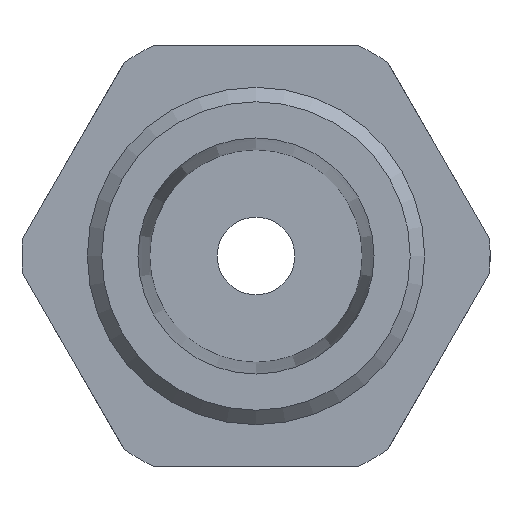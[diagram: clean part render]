
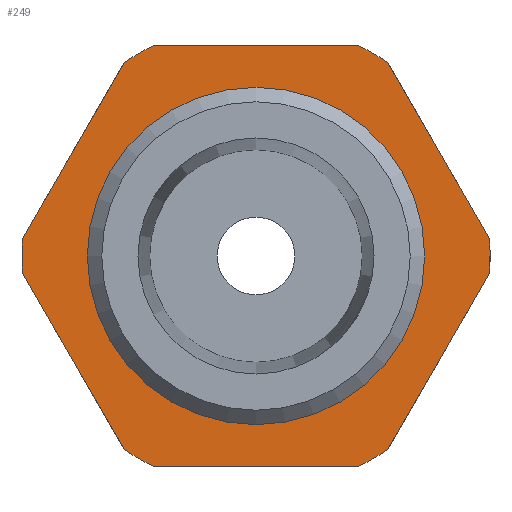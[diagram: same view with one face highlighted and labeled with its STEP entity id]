
A CAD part, left-side view. The second image highlights one B-rep face of the part: STEP entity #249.
In plain terms, the highlighted planar face has unit normal (-1, 0, 0).
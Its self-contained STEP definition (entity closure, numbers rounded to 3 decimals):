
#249 = ADVANCED_FACE( '', ( #533, #534 ), #535, .F. );
#533 = FACE_OUTER_BOUND( '', #824, .T. );
#534 = FACE_BOUND( '', #825, .T. );
#535 = PLANE( '', #826 );
#824 = EDGE_LOOP( '', ( #1451, #1452, #1453, #1454, #1455, #1456, #1457, #1458, #1459, #1460, #1461, #1462 ) );
#825 = EDGE_LOOP( '', ( #1463 ) );
#826 = AXIS2_PLACEMENT_3D( '', #1464, #1465, #1466 );
#1451 = ORIENTED_EDGE( '', *, *, #1761, .F. );
#1452 = ORIENTED_EDGE( '', *, *, #1755, .F. );
#1453 = ORIENTED_EDGE( '', *, *, #1609, .F. );
#1454 = ORIENTED_EDGE( '', *, *, #1656, .F. );
#1455 = ORIENTED_EDGE( '', *, *, #1723, .F. );
#1456 = ORIENTED_EDGE( '', *, *, #1773, .F. );
#1457 = ORIENTED_EDGE( '', *, *, #1790, .F. );
#1458 = ORIENTED_EDGE( '', *, *, #1569, .F. );
#1459 = ORIENTED_EDGE( '', *, *, #1741, .F. );
#1460 = ORIENTED_EDGE( '', *, *, #1652, .F. );
#1461 = ORIENTED_EDGE( '', *, *, #1791, .F. );
#1462 = ORIENTED_EDGE( '', *, *, #1661, .F. );
#1463 = ORIENTED_EDGE( '', *, *, #1766, .T. );
#1464 = CARTESIAN_POINT( '', ( 8., 7.6, 0. ) );
#1465 = DIRECTION( '', ( 1., 0., 0. ) );
#1466 = DIRECTION( '', ( 0., 0., -1. ) );
#1569 = EDGE_CURVE( '', #1842, #1837, #1844, .T. );
#1609 = EDGE_CURVE( '', #1910, #1906, #1912, .T. );
#1652 = EDGE_CURVE( '', #1981, #1976, #1983, .T. );
#1656 = EDGE_CURVE( '', #1987, #1910, #1989, .T. );
#1661 = EDGE_CURVE( '', #1996, #1991, #1998, .T. );
#1723 = EDGE_CURVE( '', #2087, #1987, #2089, .T. );
#1741 = EDGE_CURVE( '', #1976, #1842, #2114, .T. );
#1755 = EDGE_CURVE( '', #1906, #2130, #2132, .T. );
#1761 = EDGE_CURVE( '', #2130, #1996, #2138, .T. );
#1766 = EDGE_CURVE( '', #2143, #2143, #2144, .T. );
#1773 = EDGE_CURVE( '', #2151, #2087, #2153, .T. );
#1790 = EDGE_CURVE( '', #1837, #2151, #2174, .T. );
#1791 = EDGE_CURVE( '', #1991, #1981, #2175, .T. );
#1837 = VERTEX_POINT( '', #2230 );
#1842 = VERTEX_POINT( '', #2240 );
#1844 = LINE( '', #2243, #2244 );
#1906 = VERTEX_POINT( '', #2343 );
#1910 = VERTEX_POINT( '', #2348 );
#1912 = CIRCLE( '', #2351, 10.55 );
#1976 = VERTEX_POINT( '', #2456 );
#1981 = VERTEX_POINT( '', #2469 );
#1983 = LINE( '', #2472, #2473 );
#1987 = VERTEX_POINT( '', #2484 );
#1989 = LINE( '', #2487, #2488 );
#1991 = VERTEX_POINT( '', #2490 );
#1996 = VERTEX_POINT( '', #2500 );
#1998 = LINE( '', #2503, #2504 );
#2087 = VERTEX_POINT( '', #2632 );
#2089 = CIRCLE( '', #2635, 10.55 );
#2114 = CIRCLE( '', #2670, 10.55 );
#2130 = VERTEX_POINT( '', #2693 );
#2132 = LINE( '', #2696, #2697 );
#2138 = CIRCLE( '', #2703, 10.55 );
#2143 = VERTEX_POINT( '', #2708 );
#2144 = CIRCLE( '', #2709, 7.6 );
#2151 = VERTEX_POINT( '', #2716 );
#2153 = LINE( '', #2719, #2720 );
#2174 = CIRCLE( '', #2746, 10.55 );
#2175 = CIRCLE( '', #2747, 10.55 );
#2230 = CARTESIAN_POINT( '', ( 8., -10.521, 0.776 ) );
#2240 = CARTESIAN_POINT( '', ( 8., -5.933, 8.724 ) );
#2243 = CARTESIAN_POINT( '', ( 8., -5.485, 9.5 ) );
#2244 = VECTOR( '', #2788, 1000. );
#2343 = CARTESIAN_POINT( '', ( 8., 5.933, -8.724 ) );
#2348 = CARTESIAN_POINT( '', ( 8., 4.588, -9.5 ) );
#2351 = AXIS2_PLACEMENT_3D( '', #2846, #2847, #2848 );
#2456 = CARTESIAN_POINT( '', ( 8., -4.588, 9.5 ) );
#2469 = CARTESIAN_POINT( '', ( 8., 4.588, 9.5 ) );
#2472 = CARTESIAN_POINT( '', ( 8., 5.485, 9.5 ) );
#2473 = VECTOR( '', #2898, 1000. );
#2484 = CARTESIAN_POINT( '', ( 8., -4.588, -9.5 ) );
#2487 = CARTESIAN_POINT( '', ( 8., -5.485, -9.5 ) );
#2488 = VECTOR( '', #2900, 1000. );
#2490 = CARTESIAN_POINT( '', ( 8., 5.933, 8.724 ) );
#2500 = CARTESIAN_POINT( '', ( 8., 10.521, 0.776 ) );
#2503 = CARTESIAN_POINT( '', ( 8., 10.97, 0. ) );
#2504 = VECTOR( '', #2903, 1000. );
#2632 = CARTESIAN_POINT( '', ( 8., -5.933, -8.724 ) );
#2635 = AXIS2_PLACEMENT_3D( '', #2988, #2989, #2990 );
#2670 = AXIS2_PLACEMENT_3D( '', #3014, #3015, #3016 );
#2693 = CARTESIAN_POINT( '', ( 8., 10.521, -0.776 ) );
#2696 = CARTESIAN_POINT( '', ( 8., 5.485, -9.5 ) );
#2697 = VECTOR( '', #3025, 1000. );
#2703 = AXIS2_PLACEMENT_3D( '', #3032, #3033, #3034 );
#2708 = CARTESIAN_POINT( '', ( 8., 0., -7.6 ) );
#2709 = AXIS2_PLACEMENT_3D( '', #3041, #3042, #3043 );
#2716 = CARTESIAN_POINT( '', ( 8., -10.521, -0.776 ) );
#2719 = CARTESIAN_POINT( '', ( 8., -10.97, 0. ) );
#2720 = VECTOR( '', #3048, 1000. );
#2746 = AXIS2_PLACEMENT_3D( '', #3066, #3067, #3068 );
#2747 = AXIS2_PLACEMENT_3D( '', #3069, #3070, #3071 );
#2788 = DIRECTION( '', ( 0., -0.5, -0.866 ) );
#2846 = CARTESIAN_POINT( '', ( 8., 0., 0. ) );
#2847 = DIRECTION( '', ( 1., 0., 0. ) );
#2848 = DIRECTION( '', ( 0., 0., -1. ) );
#2898 = DIRECTION( '', ( 0., -1., 0. ) );
#2900 = DIRECTION( '', ( 0., 1., 0. ) );
#2903 = DIRECTION( '', ( 0., -0.5, 0.866 ) );
#2988 = CARTESIAN_POINT( '', ( 8., 0., 0. ) );
#2989 = DIRECTION( '', ( 1., 0., 0. ) );
#2990 = DIRECTION( '', ( 0., 0., -1. ) );
#3014 = CARTESIAN_POINT( '', ( 8., 0., 0. ) );
#3015 = DIRECTION( '', ( 1., 0., 0. ) );
#3016 = DIRECTION( '', ( 0., 0., -1. ) );
#3025 = DIRECTION( '', ( 0., 0.5, 0.866 ) );
#3032 = CARTESIAN_POINT( '', ( 8., 0., 0. ) );
#3033 = DIRECTION( '', ( 1., 0., 0. ) );
#3034 = DIRECTION( '', ( 0., 0., -1. ) );
#3041 = CARTESIAN_POINT( '', ( 8., 0., 0. ) );
#3042 = DIRECTION( '', ( 1., 0., 0. ) );
#3043 = DIRECTION( '', ( 0., 0., -1. ) );
#3048 = DIRECTION( '', ( 0., 0.5, -0.866 ) );
#3066 = CARTESIAN_POINT( '', ( 8., 0., 0. ) );
#3067 = DIRECTION( '', ( 1., 0., 0. ) );
#3068 = DIRECTION( '', ( 0., 0., -1. ) );
#3069 = CARTESIAN_POINT( '', ( 8., 0., 0. ) );
#3070 = DIRECTION( '', ( 1., 0., 0. ) );
#3071 = DIRECTION( '', ( 0., 0., -1. ) );
